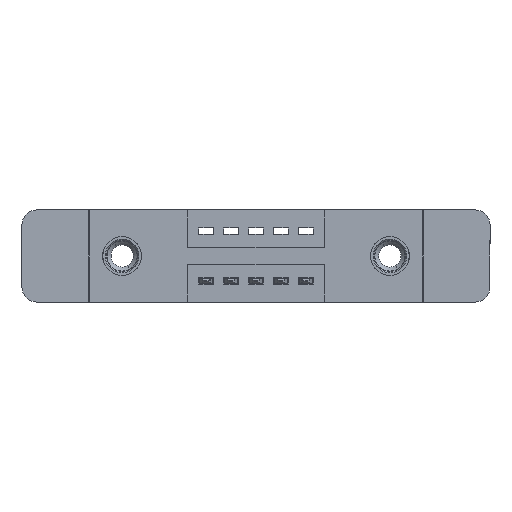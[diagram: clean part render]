
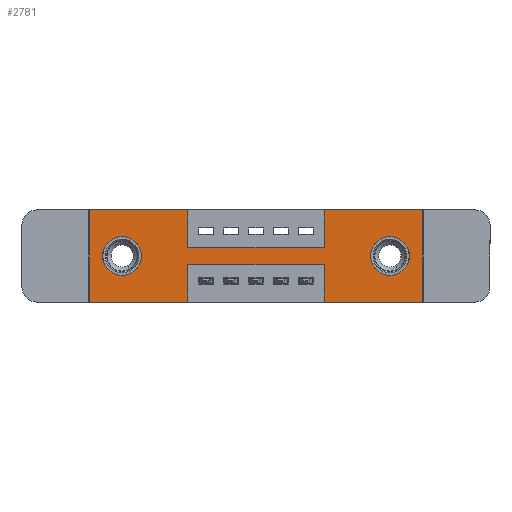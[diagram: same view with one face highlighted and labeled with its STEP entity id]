
A CAD part, front view. The second image highlights one B-rep face of the part: STEP entity #2781.
In plain terms, the highlighted planar face has unit normal (0, -1, 0).
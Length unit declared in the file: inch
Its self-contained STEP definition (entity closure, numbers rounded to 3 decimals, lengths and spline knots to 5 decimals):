
#47 = ORIENTED_EDGE ( 'NONE', *, *, #3672, .F. ) ;
#70 = VERTEX_POINT ( 'NONE', #4027 ) ;
#462 = VECTOR ( 'NONE', #6076, 39.37008 ) ;
#522 = CARTESIAN_POINT ( 'NONE',  ( 0.3925, 0., 0. ) ) ;
#553 = ORIENTED_EDGE ( 'NONE', *, *, #1271, .F. ) ;
#697 = VERTEX_POINT ( 'NONE', #6136 ) ;
#904 = VERTEX_POINT ( 'NONE', #8557 ) ;
#1152 = LINE ( 'NONE', #5101, #13871 ) ;
#1271 = EDGE_CURVE ( 'NONE', #7809, #7155, #11372, .T. ) ;
#1375 = ORIENTED_EDGE ( 'NONE', *, *, #6186, .F. ) ;
#1574 = DIRECTION ( 'NONE',  ( 0., 1., 0. ) ) ;
#1617 = CARTESIAN_POINT ( 'NONE',  ( 0., 0., -0.37 ) ) ;
#1620 = VERTEX_POINT ( 'NONE', #8831 ) ;
#1808 = DIRECTION ( 'NONE',  ( 1., 0., 0. ) ) ;
#1856 = CARTESIAN_POINT ( 'NONE',  ( 0., 0., -0.37 ) ) ;
#2093 = CARTESIAN_POINT ( 'NONE',  ( 0.9425, 0., -0.22 ) ) ;
#2175 = CARTESIAN_POINT ( 'NONE',  ( 0.13, 0., -0.185 ) ) ;
#2254 = EDGE_CURVE ( 'NONE', #4516, #7809, #5926, .T. ) ;
#2291 = ORIENTED_EDGE ( 'NONE', *, *, #2823, .T. ) ;
#2326 = DIRECTION ( 'NONE',  ( 0., 1., 0. ) ) ;
#2562 = VECTOR ( 'NONE', #2744, 39.37008 ) ;
#2744 = DIRECTION ( 'NONE',  ( 0., 0., -1. ) ) ;
#2781 = ADVANCED_FACE ( 'NONE', ( #7587, #13388, #10639 ), #9216, .T. ) ;
#2817 = VERTEX_POINT ( 'NONE', #13513 ) ;
#2823 = EDGE_CURVE ( 'NONE', #1620, #4340, #6092, .T. ) ;
#2846 = VECTOR ( 'NONE', #3115, 39.37008 ) ;
#2913 = ORIENTED_EDGE ( 'NONE', *, *, #11339, .F. ) ;
#3018 = VERTEX_POINT ( 'NONE', #2093 ) ;
#3115 = DIRECTION ( 'NONE',  ( 0., 0., -1. ) ) ;
#3132 = EDGE_CURVE ( 'NONE', #5199, #10279, #11151, .T. ) ;
#3345 = CARTESIAN_POINT ( 'NONE',  ( 0.9425, 0., 0. ) ) ;
#3422 = DIRECTION ( 'NONE',  ( 0., 0., 1. ) ) ;
#3566 = LINE ( 'NONE', #1856, #10289 ) ;
#3672 = EDGE_CURVE ( 'NONE', #70, #9800, #1152, .T. ) ;
#3954 = DIRECTION ( 'NONE',  ( -1., 0., 0. ) ) ;
#4027 = CARTESIAN_POINT ( 'NONE',  ( 1.335, 0., -0.37 ) ) ;
#4082 = CARTESIAN_POINT ( 'NONE',  ( 0.13, 0., -0.107 ) ) ;
#4195 = DIRECTION ( 'NONE',  ( 0., 0., 1. ) ) ;
#4224 = LINE ( 'NONE', #10756, #2846 ) ;
#4340 = VERTEX_POINT ( 'NONE', #13149 ) ;
#4384 = CARTESIAN_POINT ( 'NONE',  ( 0.9425, 0., -0.37 ) ) ;
#4426 = LINE ( 'NONE', #13545, #2562 ) ;
#4491 = ORIENTED_EDGE ( 'NONE', *, *, #2254, .F. ) ;
#4516 = VERTEX_POINT ( 'NONE', #12326 ) ;
#4560 = CIRCLE ( 'NONE', #8856, 0.078 ) ;
#4637 = VECTOR ( 'NONE', #9394, 39.37008 ) ;
#4867 = CARTESIAN_POINT ( 'NONE',  ( 1.335, 0., 0. ) ) ;
#5101 = CARTESIAN_POINT ( 'NONE',  ( 0., 0., -0.37 ) ) ;
#5118 = ORIENTED_EDGE ( 'NONE', *, *, #13133, .F. ) ;
#5199 = VERTEX_POINT ( 'NONE', #4082 ) ;
#5264 = VERTEX_POINT ( 'NONE', #13920 ) ;
#5364 = DIRECTION ( 'NONE',  ( 0., 0., -1. ) ) ;
#5647 = EDGE_LOOP ( 'NONE', ( #9576, #13282 ) ) ;
#5662 = DIRECTION ( 'NONE',  ( 0., 0., -1. ) ) ;
#5826 = CARTESIAN_POINT ( 'NONE',  ( 0.9425, 0., -0.37 ) ) ;
#5871 = LINE ( 'NONE', #13368, #10240 ) ;
#5926 = LINE ( 'NONE', #9092, #7080 ) ;
#5978 = CARTESIAN_POINT ( 'NONE',  ( 1.205, 0., -0.185 ) ) ;
#6076 = DIRECTION ( 'NONE',  ( -1., 0., 0. ) ) ;
#6092 = CIRCLE ( 'NONE', #8477, 0.078 ) ;
#6136 = CARTESIAN_POINT ( 'NONE',  ( 0., 0., 0. ) ) ;
#6186 = EDGE_CURVE ( 'NONE', #2817, #5264, #4426, .T. ) ;
#6244 = EDGE_LOOP ( 'NONE', ( #1375, #5118, #12463, #47, #9739, #11405, #553, #4491, #2913, #11766, #12325, #11645 ) ) ;
#6570 = VECTOR ( 'NONE', #5364, 39.37008 ) ;
#6709 = EDGE_CURVE ( 'NONE', #4340, #1620, #11177, .T. ) ;
#6922 = DIRECTION ( 'NONE',  ( 0., 1., 0. ) ) ;
#7034 = VECTOR ( 'NONE', #1808, 39.37008 ) ;
#7046 = LINE ( 'NONE', #5826, #10078 ) ;
#7080 = VECTOR ( 'NONE', #12439, 39.37008 ) ;
#7155 = VERTEX_POINT ( 'NONE', #3345 ) ;
#7366 = CARTESIAN_POINT ( 'NONE',  ( 0.13, 0., -0.185 ) ) ;
#7436 = DIRECTION ( 'NONE',  ( -1., 0., 0. ) ) ;
#7587 = FACE_BOUND ( 'NONE', #11310, .T. ) ;
#7809 = VERTEX_POINT ( 'NONE', #10085 ) ;
#8117 = VECTOR ( 'NONE', #12419, 39.37008 ) ;
#8294 = CARTESIAN_POINT ( 'NONE',  ( 0., 0., 0. ) ) ;
#8433 = AXIS2_PLACEMENT_3D ( 'NONE', #9035, #6922, #5662 ) ;
#8450 = DIRECTION ( 'NONE',  ( 0., 1., 0. ) ) ;
#8477 = AXIS2_PLACEMENT_3D ( 'NONE', #5978, #1574, #10205 ) ;
#8557 = CARTESIAN_POINT ( 'NONE',  ( 0., 0., -0.37 ) ) ;
#8595 = CARTESIAN_POINT ( 'NONE',  ( 1.335, 0., 0. ) ) ;
#8831 = CARTESIAN_POINT ( 'NONE',  ( 1.205, 0., -0.107 ) ) ;
#8837 = EDGE_CURVE ( 'NONE', #697, #11783, #5871, .T. ) ;
#8856 = AXIS2_PLACEMENT_3D ( 'NONE', #2175, #2326, #3422 ) ;
#8895 = LINE ( 'NONE', #13551, #7034 ) ;
#9035 = CARTESIAN_POINT ( 'NONE',  ( 1.205, 0., -0.185 ) ) ;
#9092 = CARTESIAN_POINT ( 'NONE',  ( 0.3925, 0., -0.15 ) ) ;
#9216 = PLANE ( 'NONE',  #12972 ) ;
#9267 = CARTESIAN_POINT ( 'NONE',  ( 0.9425, 0., 0. ) ) ;
#9394 = DIRECTION ( 'NONE',  ( 0., 0., 1. ) ) ;
#9576 = ORIENTED_EDGE ( 'NONE', *, *, #3132, .T. ) ;
#9739 = ORIENTED_EDGE ( 'NONE', *, *, #13298, .F. ) ;
#9800 = VERTEX_POINT ( 'NONE', #4384 ) ;
#10078 = VECTOR ( 'NONE', #11125, 39.37008 ) ;
#10085 = CARTESIAN_POINT ( 'NONE',  ( 0.9425, 0., -0.15 ) ) ;
#10205 = DIRECTION ( 'NONE',  ( 0., 0., -1. ) ) ;
#10240 = VECTOR ( 'NONE', #11170, 39.37008 ) ;
#10279 = VERTEX_POINT ( 'NONE', #12808 ) ;
#10289 = VECTOR ( 'NONE', #3954, 39.37008 ) ;
#10639 = FACE_OUTER_BOUND ( 'NONE', #6244, .T. ) ;
#10756 = CARTESIAN_POINT ( 'NONE',  ( 0.3925, 0., 0. ) ) ;
#10785 = VERTEX_POINT ( 'NONE', #4867 ) ;
#10796 = EDGE_CURVE ( 'NONE', #904, #697, #12960, .T. ) ;
#11125 = DIRECTION ( 'NONE',  ( 0., 0., 1. ) ) ;
#11151 = CIRCLE ( 'NONE', #13624, 0.078 ) ;
#11170 = DIRECTION ( 'NONE',  ( 1., 0., 0. ) ) ;
#11177 = CIRCLE ( 'NONE', #8433, 0.078 ) ;
#11310 = EDGE_LOOP ( 'NONE', ( #2291, #13390 ) ) ;
#11324 = DIRECTION ( 'NONE',  ( 0., -1., 0. ) ) ;
#11339 = EDGE_CURVE ( 'NONE', #11783, #4516, #4224, .T. ) ;
#11372 = LINE ( 'NONE', #9267, #8117 ) ;
#11405 = ORIENTED_EDGE ( 'NONE', *, *, #13767, .F. ) ;
#11645 = ORIENTED_EDGE ( 'NONE', *, *, #11944, .F. ) ;
#11766 = ORIENTED_EDGE ( 'NONE', *, *, #8837, .F. ) ;
#11783 = VERTEX_POINT ( 'NONE', #522 ) ;
#11944 = EDGE_CURVE ( 'NONE', #5264, #904, #3566, .T. ) ;
#12248 = EDGE_CURVE ( 'NONE', #10279, #5199, #4560, .T. ) ;
#12325 = ORIENTED_EDGE ( 'NONE', *, *, #10796, .F. ) ;
#12326 = CARTESIAN_POINT ( 'NONE',  ( 0.3925, 0., -0.15 ) ) ;
#12332 = LINE ( 'NONE', #13473, #462 ) ;
#12419 = DIRECTION ( 'NONE',  ( 0., 0., 1. ) ) ;
#12423 = DIRECTION ( 'NONE',  ( 0., 0., -1. ) ) ;
#12439 = DIRECTION ( 'NONE',  ( 1., 0., 0. ) ) ;
#12463 = ORIENTED_EDGE ( 'NONE', *, *, #13616, .F. ) ;
#12683 = LINE ( 'NONE', #8595, #6570 ) ;
#12808 = CARTESIAN_POINT ( 'NONE',  ( 0.13, 0., -0.263 ) ) ;
#12960 = LINE ( 'NONE', #8294, #4637 ) ;
#12972 = AXIS2_PLACEMENT_3D ( 'NONE', #1617, #11324, #12423 ) ;
#13133 = EDGE_CURVE ( 'NONE', #3018, #2817, #12332, .T. ) ;
#13149 = CARTESIAN_POINT ( 'NONE',  ( 1.205, 0., -0.263 ) ) ;
#13282 = ORIENTED_EDGE ( 'NONE', *, *, #12248, .T. ) ;
#13298 = EDGE_CURVE ( 'NONE', #10785, #70, #12683, .T. ) ;
#13368 = CARTESIAN_POINT ( 'NONE',  ( 0., 0., 0. ) ) ;
#13388 = FACE_BOUND ( 'NONE', #5647, .T. ) ;
#13390 = ORIENTED_EDGE ( 'NONE', *, *, #6709, .T. ) ;
#13473 = CARTESIAN_POINT ( 'NONE',  ( 0.3925, 0., -0.22 ) ) ;
#13513 = CARTESIAN_POINT ( 'NONE',  ( 0.3925, 0., -0.22 ) ) ;
#13545 = CARTESIAN_POINT ( 'NONE',  ( 0.3925, 0., -0.37 ) ) ;
#13551 = CARTESIAN_POINT ( 'NONE',  ( 0., 0., 0. ) ) ;
#13616 = EDGE_CURVE ( 'NONE', #9800, #3018, #7046, .T. ) ;
#13624 = AXIS2_PLACEMENT_3D ( 'NONE', #7366, #8450, #4195 ) ;
#13767 = EDGE_CURVE ( 'NONE', #7155, #10785, #8895, .T. ) ;
#13871 = VECTOR ( 'NONE', #7436, 39.37008 ) ;
#13920 = CARTESIAN_POINT ( 'NONE',  ( 0.3925, 0., -0.37 ) ) ;
